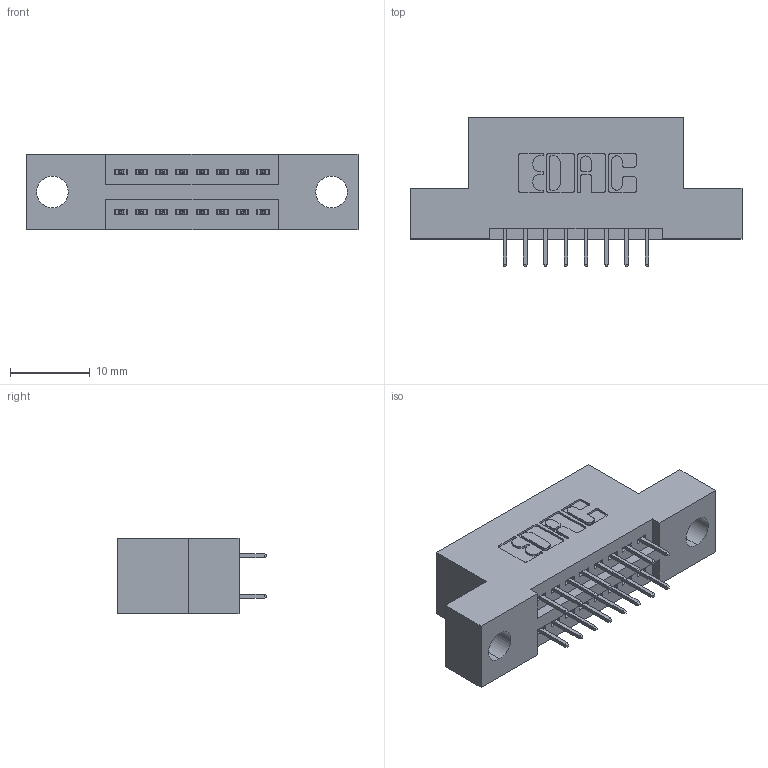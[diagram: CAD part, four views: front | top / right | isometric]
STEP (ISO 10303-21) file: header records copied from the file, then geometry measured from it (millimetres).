
FILE_DESCRIPTION (( 'STEP AP203' ), '1' );
FILE_NAME ('845-016-525-204.STEP', '2020-09-22T18:25:29', ( '' ), ( '' ), 'SwSTEP 2.0', 'SolidWorks 2020', '' );
FILE_SCHEMA (( 'CONFIG_CONTROL_DESIGN' ));
Length unit declared in the file: inch
Products named in the file (3): 845-016-525-204; 845 Part_Flush Mounting Lugs - 0.156 Dia-TH; 345-292-001_345-293-125
Assembly tree (17 placements, depth 2):
  845-016-525-204
    845 Part_Flush Mounting Lugs - 0.156 Dia-TH
    345-292-001_345-293-125  x16
Bounding box: 41.53 x 18.72 x 9.4 mm (x, y, z)
Volume: 3604.4 mm3; surface area: 4405.2 mm2
Topology: 17 solids, 17 shells, 990 faces, 2789 edges, 1794 vertices
Faces by surface type: plane 704, cylinder 286
Entity records: 10931 total; most frequent: CARTESIAN_POINT 1864, ORIENTED_EDGE 1798, DIRECTION 1687, EDGE_CURVE 899, LINE 739, VECTOR 739, VERTEX_POINT 594, AXIS2_PLACEMENT_3D 474
